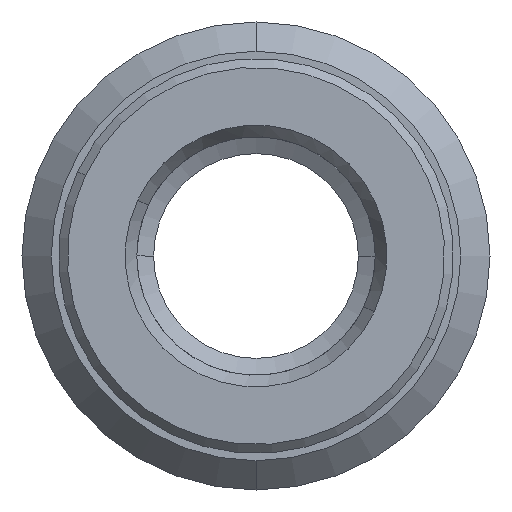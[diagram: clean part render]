
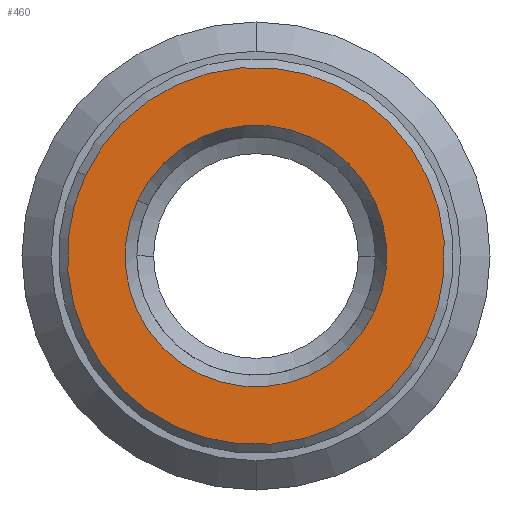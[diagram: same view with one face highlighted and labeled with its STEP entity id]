
A CAD part, front view. The second image highlights one B-rep face of the part: STEP entity #460.
In plain terms, the highlighted planar face has unit normal (0, -1, 0).
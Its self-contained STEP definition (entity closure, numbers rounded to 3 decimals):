
#235 = VERTEX_POINT ( 'NONE', #920 ) ;
#240 = EDGE_CURVE ( 'NONE', #235, #281, #896, .T. ) ;
#281 = VERTEX_POINT ( 'NONE', #990 ) ;
#444 = EDGE_LOOP ( 'NONE', ( #450, #477 ) ) ;
#450 = ORIENTED_EDGE ( 'NONE', *, *, #240, .F. ) ;
#457 = ORIENTED_EDGE ( 'NONE', *, *, #514, .T. ) ;
#458 = ORIENTED_EDGE ( 'NONE', *, *, #469, .T. ) ;
#459 = EDGE_CURVE ( 'NONE', #281, #235, #1293, .T. ) ;
#460 = ADVANCED_FACE ( 'NONE', ( #1252, #1268 ), #1267, .T. ) ;
#461 = EDGE_LOOP ( 'NONE', ( #457, #458 ) ) ;
#469 = EDGE_CURVE ( 'NONE', #524, #528, #1338, .T. ) ;
#477 = ORIENTED_EDGE ( 'NONE', *, *, #459, .F. ) ;
#514 = EDGE_CURVE ( 'NONE', #528, #524, #1421, .T. ) ;
#524 = VERTEX_POINT ( 'NONE', #1436 ) ;
#528 = VERTEX_POINT ( 'NONE', #1434 ) ;
#896 = CIRCLE ( 'NONE', #939, 6.45 ) ;
#920 = CARTESIAN_POINT ( 'NONE',  ( 5.831, -18.2, -2.758 ) ) ;
#936 = DIRECTION ( 'NONE',  ( 0.904, 0., -0.428 ) ) ;
#937 = DIRECTION ( 'NONE',  ( 0., 1., 0. ) ) ;
#938 = CARTESIAN_POINT ( 'NONE',  ( 0., -18.2, 0. ) ) ;
#939 = AXIS2_PLACEMENT_3D ( 'NONE', #938, #937, #936 ) ;
#990 = CARTESIAN_POINT ( 'NONE',  ( -5.831, -18.2, 2.758 ) ) ;
#1244 = DIRECTION ( 'NONE',  ( -0.904, 0., 0.428 ) ) ;
#1245 = DIRECTION ( 'NONE',  ( 0., -1., 0. ) ) ;
#1251 = CARTESIAN_POINT ( 'NONE',  ( 0., -18.2, 0. ) ) ;
#1252 = FACE_BOUND ( 'NONE', #461, .T. ) ;
#1265 = CARTESIAN_POINT ( 'NONE',  ( -2.758, -18.2, -5.831 ) ) ;
#1266 = AXIS2_PLACEMENT_3D ( 'NONE', #1265, #1245, #1244 ) ;
#1267 = PLANE ( 'NONE',  #1266 ) ;
#1268 = FACE_OUTER_BOUND ( 'NONE', #444, .T. ) ;
#1290 = DIRECTION ( 'NONE',  ( 0.904, 0., -0.428 ) ) ;
#1291 = DIRECTION ( 'NONE',  ( 0., 1., 0. ) ) ;
#1292 = AXIS2_PLACEMENT_3D ( 'NONE', #1251, #1291, #1290 ) ;
#1293 = CIRCLE ( 'NONE', #1292, 6.45 ) ;
#1324 = CARTESIAN_POINT ( 'NONE',  ( 0., -18.2, 0. ) ) ;
#1330 = DIRECTION ( 'NONE',  ( 0.904, 0., -0.428 ) ) ;
#1331 = DIRECTION ( 'NONE',  ( 0., 1., 0. ) ) ;
#1337 = AXIS2_PLACEMENT_3D ( 'NONE', #1324, #1331, #1330 ) ;
#1338 = CIRCLE ( 'NONE', #1337, 4.475 ) ;
#1402 = DIRECTION ( 'NONE',  ( 0.904, 0., -0.428 ) ) ;
#1403 = CARTESIAN_POINT ( 'NONE',  ( 0., -18.2, 0. ) ) ;
#1421 = CIRCLE ( 'NONE', #1425, 4.475 ) ;
#1425 = AXIS2_PLACEMENT_3D ( 'NONE', #1403, #1427, #1402 ) ;
#1427 = DIRECTION ( 'NONE',  ( 0., 1., 0. ) ) ;
#1434 = CARTESIAN_POINT ( 'NONE',  ( -4.045, -18.2, 1.913 ) ) ;
#1436 = CARTESIAN_POINT ( 'NONE',  ( 4.045, -18.2, -1.913 ) ) ;
